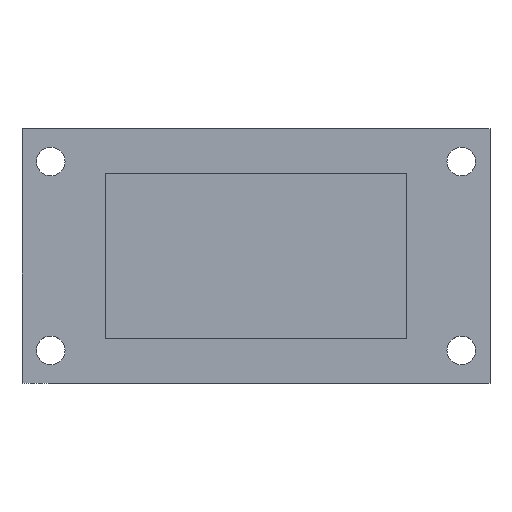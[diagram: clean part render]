
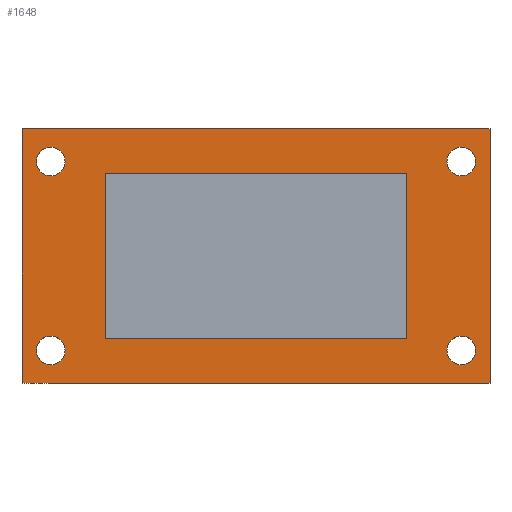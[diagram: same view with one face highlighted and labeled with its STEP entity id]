
A CAD part, top view. The second image highlights one B-rep face of the part: STEP entity #1648.
In plain terms, the highlighted planar face has unit normal (0, 0, 1).
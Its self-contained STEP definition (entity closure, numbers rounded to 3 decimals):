
#14 = CIRCLE ( 'NONE', #751, 1.75 ) ;
#16 = CARTESIAN_POINT ( 'NONE',  ( 25., -11.5, 5. ) ) ;
#18 = EDGE_CURVE ( 'NONE', #956, #178, #1515, .T. ) ;
#26 = CIRCLE ( 'NONE', #2002, 1.75 ) ;
#45 = CIRCLE ( 'NONE', #140, 1.75 ) ;
#52 = EDGE_CURVE ( 'NONE', #2006, #1129, #1318, .T. ) ;
#58 = ORIENTED_EDGE ( 'NONE', *, *, #356, .F. ) ;
#65 = AXIS2_PLACEMENT_3D ( 'NONE', #1438, #774, #1275 ) ;
#127 = LINE ( 'NONE', #1316, #1705 ) ;
#140 = AXIS2_PLACEMENT_3D ( 'NONE', #654, #662, #693 ) ;
#154 = ORIENTED_EDGE ( 'NONE', *, *, #266, .T. ) ;
#155 = EDGE_CURVE ( 'NONE', #1162, #1428, #14, .T. ) ;
#157 = LINE ( 'NONE', #215, #1331 ) ;
#158 = CARTESIAN_POINT ( 'NONE',  ( 18.387, 10., 5. ) ) ;
#159 = DIRECTION ( 'NONE',  ( 0., 0., 1. ) ) ;
#178 = VERTEX_POINT ( 'NONE', #1149 ) ;
#196 = DIRECTION ( 'NONE',  ( 0., 1., 0. ) ) ;
#199 = CARTESIAN_POINT ( 'NONE',  ( 18.387, 10., 5. ) ) ;
#208 = AXIS2_PLACEMENT_3D ( 'NONE', #16, #1322, #1955 ) ;
#215 = CARTESIAN_POINT ( 'NONE',  ( 28.5, -15.5, 5. ) ) ;
#222 = EDGE_CURVE ( 'NONE', #804, #567, #875, .T. ) ;
#252 = CARTESIAN_POINT ( 'NONE',  ( -25., 11.5, 5. ) ) ;
#266 = EDGE_CURVE ( 'NONE', #885, #1351, #837, .T. ) ;
#290 = CARTESIAN_POINT ( 'NONE',  ( -26.75, 11.5, 5. ) ) ;
#291 = CARTESIAN_POINT ( 'NONE',  ( 28.5, 15.5, 5. ) ) ;
#310 = AXIS2_PLACEMENT_3D ( 'NONE', #648, #159, #972 ) ;
#311 = CARTESIAN_POINT ( 'NONE',  ( -23.25, -11.5, 5. ) ) ;
#336 = DIRECTION ( 'NONE',  ( 0., 0., 1. ) ) ;
#356 = EDGE_CURVE ( 'NONE', #1268, #478, #762, .T. ) ;
#363 = EDGE_LOOP ( 'NONE', ( #720, #1868 ) ) ;
#376 = CARTESIAN_POINT ( 'NONE',  ( 28.5, -15.5, 5. ) ) ;
#389 = DIRECTION ( 'NONE',  ( 0., 0., 1. ) ) ;
#390 = VERTEX_POINT ( 'NONE', #952 ) ;
#452 = DIRECTION ( 'NONE',  ( 0., -1., 0. ) ) ;
#478 = VERTEX_POINT ( 'NONE', #290 ) ;
#484 = VECTOR ( 'NONE', #1475, 1000. ) ;
#488 = FACE_BOUND ( 'NONE', #363, .T. ) ;
#509 = ORIENTED_EDGE ( 'NONE', *, *, #1914, .F. ) ;
#511 = EDGE_CURVE ( 'NONE', #1325, #1336, #45, .T. ) ;
#520 = LINE ( 'NONE', #158, #907 ) ;
#539 = ORIENTED_EDGE ( 'NONE', *, *, #52, .T. ) ;
#548 = CARTESIAN_POINT ( 'NONE',  ( 18.387, -10., 5. ) ) ;
#563 = DIRECTION ( 'NONE',  ( 1., 0., 0. ) ) ;
#567 = VERTEX_POINT ( 'NONE', #199 ) ;
#586 = DIRECTION ( 'NONE',  ( 0., 0., 1. ) ) ;
#613 = AXIS2_PLACEMENT_3D ( 'NONE', #1001, #336, #1176 ) ;
#621 = CARTESIAN_POINT ( 'NONE',  ( -26.75, -11.5, 5. ) ) ;
#639 = CARTESIAN_POINT ( 'NONE',  ( -18.387, -10., 5. ) ) ;
#648 = CARTESIAN_POINT ( 'NONE',  ( -25., 11.5, 5. ) ) ;
#654 = CARTESIAN_POINT ( 'NONE',  ( -25., -11.5, 5. ) ) ;
#658 = ORIENTED_EDGE ( 'NONE', *, *, #998, .F. ) ;
#662 = DIRECTION ( 'NONE',  ( 0., 0., 1. ) ) ;
#664 = DIRECTION ( 'NONE',  ( 0., 0., 1. ) ) ;
#692 = FACE_BOUND ( 'NONE', #1169, .T. ) ;
#693 = DIRECTION ( 'NONE',  ( -1., 0., 0. ) ) ;
#720 = ORIENTED_EDGE ( 'NONE', *, *, #1177, .F. ) ;
#751 = AXIS2_PLACEMENT_3D ( 'NONE', #1918, #828, #1320 ) ;
#757 = ORIENTED_EDGE ( 'NONE', *, *, #821, .F. ) ;
#762 = CIRCLE ( 'NONE', #310, 1.75 ) ;
#774 = DIRECTION ( 'NONE',  ( 0., 0., 1. ) ) ;
#775 = EDGE_LOOP ( 'NONE', ( #829, #1284 ) ) ;
#780 = EDGE_CURVE ( 'NONE', #1129, #885, #157, .T. ) ;
#794 = AXIS2_PLACEMENT_3D ( 'NONE', #252, #586, #1739 ) ;
#804 = VERTEX_POINT ( 'NONE', #548 ) ;
#821 = EDGE_CURVE ( 'NONE', #2064, #804, #1586, .T. ) ;
#824 = DIRECTION ( 'NONE',  ( -1., 0., 0. ) ) ;
#828 = DIRECTION ( 'NONE',  ( 0., 0., 1. ) ) ;
#829 = ORIENTED_EDGE ( 'NONE', *, *, #1779, .F. ) ;
#837 = LINE ( 'NONE', #1330, #1173 ) ;
#875 = LINE ( 'NONE', #1654, #1934 ) ;
#879 = DIRECTION ( 'NONE',  ( -1., 0., 0. ) ) ;
#885 = VERTEX_POINT ( 'NONE', #376 ) ;
#892 = CIRCLE ( 'NONE', #794, 1.75 ) ;
#907 = VECTOR ( 'NONE', #1646, 1000. ) ;
#952 = CARTESIAN_POINT ( 'NONE',  ( -18.387, 10., 5. ) ) ;
#956 = VERTEX_POINT ( 'NONE', #1866 ) ;
#972 = DIRECTION ( 'NONE',  ( 1., 0., 0. ) ) ;
#974 = CIRCLE ( 'NONE', #65, 1.75 ) ;
#981 = ORIENTED_EDGE ( 'NONE', *, *, #780, .T. ) ;
#998 = EDGE_CURVE ( 'NONE', #1336, #1325, #26, .T. ) ;
#1001 = CARTESIAN_POINT ( 'NONE',  ( 0., 0., 5. ) ) ;
#1068 = CARTESIAN_POINT ( 'NONE',  ( 18.387, -10., 5. ) ) ;
#1069 = EDGE_CURVE ( 'NONE', #478, #1268, #892, .T. ) ;
#1085 = CIRCLE ( 'NONE', #208, 1.75 ) ;
#1112 = CARTESIAN_POINT ( 'NONE',  ( 26.75, -11.5, 5. ) ) ;
#1129 = VERTEX_POINT ( 'NONE', #1381 ) ;
#1141 = FACE_BOUND ( 'NONE', #775, .T. ) ;
#1142 = CARTESIAN_POINT ( 'NONE',  ( 23.25, -11.5, 5. ) ) ;
#1144 = ORIENTED_EDGE ( 'NONE', *, *, #222, .F. ) ;
#1149 = CARTESIAN_POINT ( 'NONE',  ( 23.25, 11.5, 5. ) ) ;
#1156 = DIRECTION ( 'NONE',  ( -1., 0., 0. ) ) ;
#1159 = ORIENTED_EDGE ( 'NONE', *, *, #1069, .F. ) ;
#1162 = VERTEX_POINT ( 'NONE', #1112 ) ;
#1169 = EDGE_LOOP ( 'NONE', ( #1159, #58 ) ) ;
#1173 = VECTOR ( 'NONE', #196, 1000. ) ;
#1176 = DIRECTION ( 'NONE',  ( 1., 0., 0. ) ) ;
#1177 = EDGE_CURVE ( 'NONE', #178, #956, #974, .T. ) ;
#1237 = FACE_BOUND ( 'NONE', #1814, .T. ) ;
#1268 = VERTEX_POINT ( 'NONE', #1899 ) ;
#1275 = DIRECTION ( 'NONE',  ( -1., 0., 0. ) ) ;
#1284 = ORIENTED_EDGE ( 'NONE', *, *, #155, .F. ) ;
#1316 = CARTESIAN_POINT ( 'NONE',  ( 28.5, 15.5, 5. ) ) ;
#1318 = LINE ( 'NONE', #2068, #1473 ) ;
#1320 = DIRECTION ( 'NONE',  ( 1., 0., 0. ) ) ;
#1322 = DIRECTION ( 'NONE',  ( 0., 0., 1. ) ) ;
#1325 = VERTEX_POINT ( 'NONE', #311 ) ;
#1330 = CARTESIAN_POINT ( 'NONE',  ( 28.5, -15.5, 5. ) ) ;
#1331 = VECTOR ( 'NONE', #563, 1000. ) ;
#1336 = VERTEX_POINT ( 'NONE', #621 ) ;
#1351 = VERTEX_POINT ( 'NONE', #291 ) ;
#1355 = VECTOR ( 'NONE', #2001, 1000. ) ;
#1365 = FACE_BOUND ( 'NONE', #1663, .T. ) ;
#1381 = CARTESIAN_POINT ( 'NONE',  ( -28.5, -15.5, 5. ) ) ;
#1413 = ORIENTED_EDGE ( 'NONE', *, *, #511, .F. ) ;
#1428 = VERTEX_POINT ( 'NONE', #1142 ) ;
#1438 = CARTESIAN_POINT ( 'NONE',  ( 25., 11.5, 5. ) ) ;
#1473 = VECTOR ( 'NONE', #452, 1000. ) ;
#1475 = DIRECTION ( 'NONE',  ( 0., -1., 0. ) ) ;
#1482 = AXIS2_PLACEMENT_3D ( 'NONE', #1487, #664, #1156 ) ;
#1487 = CARTESIAN_POINT ( 'NONE',  ( 25., 11.5, 5. ) ) ;
#1515 = CIRCLE ( 'NONE', #1482, 1.75 ) ;
#1566 = FACE_OUTER_BOUND ( 'NONE', #1756, .T. ) ;
#1586 = LINE ( 'NONE', #1068, #1355 ) ;
#1599 = ORIENTED_EDGE ( 'NONE', *, *, #1965, .T. ) ;
#1642 = PLANE ( 'NONE',  #613 ) ;
#1646 = DIRECTION ( 'NONE',  ( -1., 0., 0. ) ) ;
#1648 = ADVANCED_FACE ( 'NONE', ( #1141, #692, #1566, #1237, #488, #1365 ), #1642, .T. ) ;
#1654 = CARTESIAN_POINT ( 'NONE',  ( 18.387, -10., 5. ) ) ;
#1663 = EDGE_LOOP ( 'NONE', ( #757, #1772, #509, #1144 ) ) ;
#1705 = VECTOR ( 'NONE', #824, 1000. ) ;
#1713 = CARTESIAN_POINT ( 'NONE',  ( -25., -11.5, 5. ) ) ;
#1739 = DIRECTION ( 'NONE',  ( 1., 0., 0. ) ) ;
#1747 = LINE ( 'NONE', #639, #484 ) ;
#1756 = EDGE_LOOP ( 'NONE', ( #539, #981, #154, #1599 ) ) ;
#1772 = ORIENTED_EDGE ( 'NONE', *, *, #1977, .F. ) ;
#1779 = EDGE_CURVE ( 'NONE', #1428, #1162, #1085, .T. ) ;
#1799 = CARTESIAN_POINT ( 'NONE',  ( -18.387, -10., 5. ) ) ;
#1814 = EDGE_LOOP ( 'NONE', ( #658, #1413 ) ) ;
#1818 = DIRECTION ( 'NONE',  ( 0., 1., 0. ) ) ;
#1866 = CARTESIAN_POINT ( 'NONE',  ( 26.75, 11.5, 5. ) ) ;
#1868 = ORIENTED_EDGE ( 'NONE', *, *, #18, .F. ) ;
#1899 = CARTESIAN_POINT ( 'NONE',  ( -23.25, 11.5, 5. ) ) ;
#1914 = EDGE_CURVE ( 'NONE', #567, #390, #520, .T. ) ;
#1918 = CARTESIAN_POINT ( 'NONE',  ( 25., -11.5, 5. ) ) ;
#1934 = VECTOR ( 'NONE', #1818, 1000. ) ;
#1955 = DIRECTION ( 'NONE',  ( 1., 0., 0. ) ) ;
#1959 = CARTESIAN_POINT ( 'NONE',  ( -28.5, 15.5, 5. ) ) ;
#1965 = EDGE_CURVE ( 'NONE', #1351, #2006, #127, .T. ) ;
#1977 = EDGE_CURVE ( 'NONE', #390, #2064, #1747, .T. ) ;
#2001 = DIRECTION ( 'NONE',  ( 1., 0., 0. ) ) ;
#2002 = AXIS2_PLACEMENT_3D ( 'NONE', #1713, #389, #879 ) ;
#2006 = VERTEX_POINT ( 'NONE', #1959 ) ;
#2064 = VERTEX_POINT ( 'NONE', #1799 ) ;
#2068 = CARTESIAN_POINT ( 'NONE',  ( -28.5, -15.5, 5. ) ) ;
